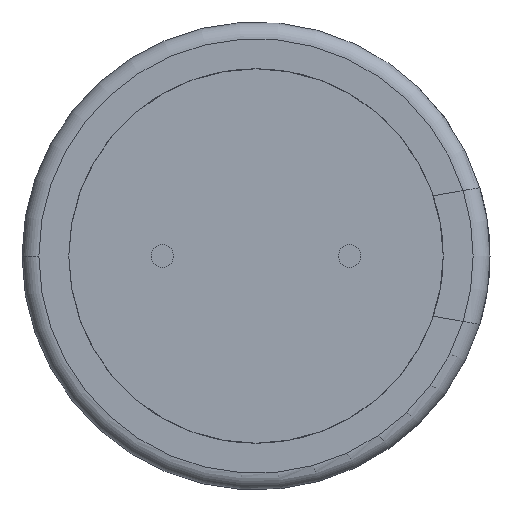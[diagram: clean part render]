
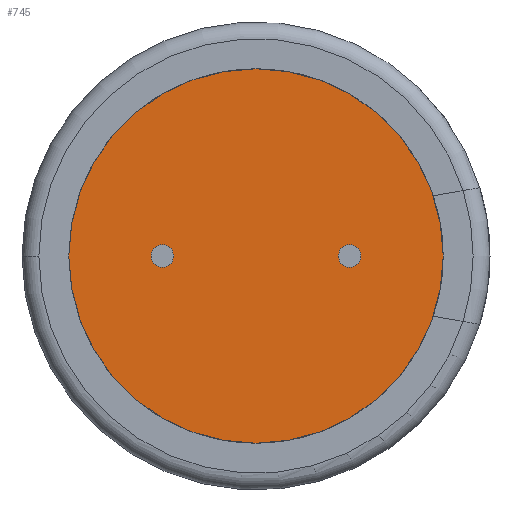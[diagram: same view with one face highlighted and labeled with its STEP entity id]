
A CAD part, front view. The second image highlights one B-rep face of the part: STEP entity #745.
In plain terms, the highlighted planar face has unit normal (0, -1, 0).
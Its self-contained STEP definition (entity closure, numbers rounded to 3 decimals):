
#49 = ORIENTED_EDGE ( 'NONE', *, *, #2202, .F. ) ;
#70 = EDGE_CURVE ( 'NONE', #1475, #1675, #1931, .T. ) ;
#112 = AXIS2_PLACEMENT_3D ( 'NONE', #1328, #2185, #2046 ) ;
#151 = DIRECTION ( 'NONE',  ( 0., 1., 0. ) ) ;
#162 = DIRECTION ( 'NONE',  ( -1., 0., 0. ) ) ;
#223 = ORIENTED_EDGE ( 'NONE', *, *, #752, .F. ) ;
#226 = CARTESIAN_POINT ( 'NONE',  ( 2.5, 0., 0. ) ) ;
#227 = AXIS2_PLACEMENT_3D ( 'NONE', #1153, #1879, #162 ) ;
#289 = ORIENTED_EDGE ( 'NONE', *, *, #1781, .F. ) ;
#305 = AXIS2_PLACEMENT_3D ( 'NONE', #796, #1130, #1100 ) ;
#334 = ORIENTED_EDGE ( 'NONE', *, *, #827, .F. ) ;
#341 = EDGE_LOOP ( 'NONE', ( #334, #979 ) ) ;
#441 = CIRCLE ( 'NONE', #112, 0.3 ) ;
#542 = FACE_OUTER_BOUND ( 'NONE', #341, .T. ) ;
#553 = DIRECTION ( 'NONE',  ( -1., 0., 0. ) ) ;
#555 = AXIS2_PLACEMENT_3D ( 'NONE', #2211, #1858, #1686 ) ;
#630 = VERTEX_POINT ( 'NONE', #1848 ) ;
#661 = DIRECTION ( 'NONE',  ( -1., 0., 0. ) ) ;
#715 = DIRECTION ( 'NONE',  ( 0., 1., 0. ) ) ;
#723 = FACE_BOUND ( 'NONE', #788, .T. ) ;
#745 = ADVANCED_FACE ( 'NONE', ( #723, #1916, #542 ), #824, .F. ) ;
#746 = EDGE_CURVE ( 'NONE', #630, #1110, #441, .T. ) ;
#752 = EDGE_CURVE ( 'NONE', #2010, #1650, #1438, .T. ) ;
#788 = EDGE_LOOP ( 'NONE', ( #289, #223 ) ) ;
#796 = CARTESIAN_POINT ( 'NONE',  ( -2.5, 0., 0. ) ) ;
#824 = PLANE ( 'NONE',  #227 ) ;
#827 = EDGE_CURVE ( 'NONE', #1675, #1475, #1860, .T. ) ;
#853 = CARTESIAN_POINT ( 'NONE',  ( 5., 0., 0. ) ) ;
#891 = CIRCLE ( 'NONE', #1615, 0.3 ) ;
#967 = CARTESIAN_POINT ( 'NONE',  ( -5., 0., 0. ) ) ;
#979 = ORIENTED_EDGE ( 'NONE', *, *, #70, .F. ) ;
#991 = CARTESIAN_POINT ( 'NONE',  ( -2.5, 0., -0.3 ) ) ;
#1100 = DIRECTION ( 'NONE',  ( -1., 0., 0. ) ) ;
#1110 = VERTEX_POINT ( 'NONE', #2099 ) ;
#1130 = DIRECTION ( 'NONE',  ( 0., -1., 0. ) ) ;
#1153 = CARTESIAN_POINT ( 'NONE',  ( 0., 0., 0. ) ) ;
#1198 = DIRECTION ( 'NONE',  ( -1., 0., 0. ) ) ;
#1209 = CARTESIAN_POINT ( 'NONE',  ( 0., 0., 0. ) ) ;
#1235 = DIRECTION ( 'NONE',  ( 0., -1., 0. ) ) ;
#1328 = CARTESIAN_POINT ( 'NONE',  ( 2.5, 0., 0. ) ) ;
#1355 = AXIS2_PLACEMENT_3D ( 'NONE', #1209, #715, #1198 ) ;
#1438 = CIRCLE ( 'NONE', #555, 0.3 ) ;
#1441 = ORIENTED_EDGE ( 'NONE', *, *, #746, .F. ) ;
#1475 = VERTEX_POINT ( 'NONE', #853 ) ;
#1615 = AXIS2_PLACEMENT_3D ( 'NONE', #226, #1235, #553 ) ;
#1627 = CARTESIAN_POINT ( 'NONE',  ( -2.5, 0., 0.3 ) ) ;
#1650 = VERTEX_POINT ( 'NONE', #1627 ) ;
#1675 = VERTEX_POINT ( 'NONE', #967 ) ;
#1686 = DIRECTION ( 'NONE',  ( -1., 0., 0. ) ) ;
#1781 = EDGE_CURVE ( 'NONE', #1650, #2010, #2128, .T. ) ;
#1848 = CARTESIAN_POINT ( 'NONE',  ( 2.5, 0., -0.3 ) ) ;
#1858 = DIRECTION ( 'NONE',  ( 0., -1., 0. ) ) ;
#1860 = CIRCLE ( 'NONE', #1925, 5. ) ;
#1879 = DIRECTION ( 'NONE',  ( 0., 1., 0. ) ) ;
#1916 = FACE_BOUND ( 'NONE', #2210, .T. ) ;
#1925 = AXIS2_PLACEMENT_3D ( 'NONE', #2054, #151, #661 ) ;
#1931 = CIRCLE ( 'NONE', #1355, 5. ) ;
#2010 = VERTEX_POINT ( 'NONE', #991 ) ;
#2046 = DIRECTION ( 'NONE',  ( -1., 0., 0. ) ) ;
#2054 = CARTESIAN_POINT ( 'NONE',  ( 0., 0., 0. ) ) ;
#2099 = CARTESIAN_POINT ( 'NONE',  ( 2.5, 0., 0.3 ) ) ;
#2128 = CIRCLE ( 'NONE', #305, 0.3 ) ;
#2185 = DIRECTION ( 'NONE',  ( 0., -1., 0. ) ) ;
#2202 = EDGE_CURVE ( 'NONE', #1110, #630, #891, .T. ) ;
#2210 = EDGE_LOOP ( 'NONE', ( #49, #1441 ) ) ;
#2211 = CARTESIAN_POINT ( 'NONE',  ( -2.5, 0., 0. ) ) ;
